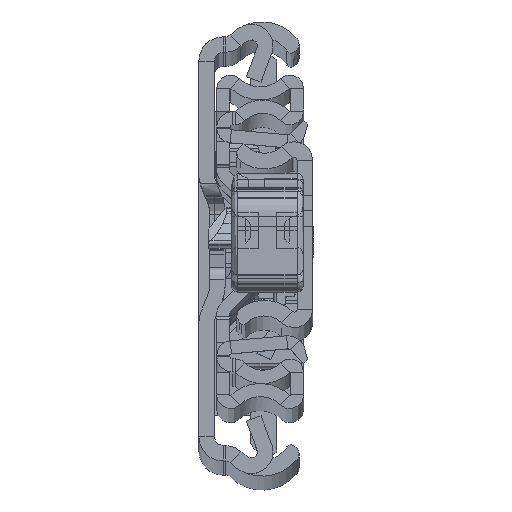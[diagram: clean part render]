
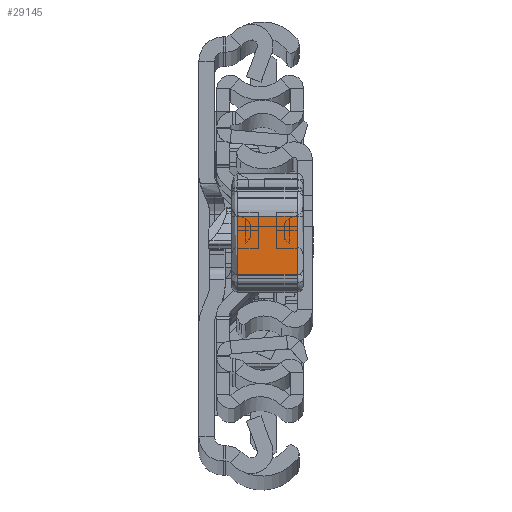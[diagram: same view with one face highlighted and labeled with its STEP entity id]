
A CAD part, top view. The second image highlights one B-rep face of the part: STEP entity #29145.
In plain terms, the highlighted face is planar.
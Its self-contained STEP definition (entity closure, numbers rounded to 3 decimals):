
#2398 = CARTESIAN_POINT ( 'NONE',  ( 39.55, -12.274, 0. ) ) ;
#2925 = EDGE_CURVE ( 'NONE', #34353, #9443, #18970, .T. ) ;
#3791 = AXIS2_PLACEMENT_3D ( 'NONE', #33424, #11936, #28010 ) ;
#3987 = FACE_OUTER_BOUND ( 'NONE', #26916, .T. ) ;
#4753 = LINE ( 'NONE', #2398, #25895 ) ;
#6640 = VECTOR ( 'NONE', #14782, 1000. ) ;
#8621 = CARTESIAN_POINT ( 'NONE',  ( 39.55, -12.274, 0. ) ) ;
#9152 = VERTEX_POINT ( 'NONE', #8621 ) ;
#9218 = ORIENTED_EDGE ( 'NONE', *, *, #31806, .T. ) ;
#9443 = VERTEX_POINT ( 'NONE', #11066 ) ;
#11004 = LINE ( 'NONE', #13180, #32428 ) ;
#11066 = CARTESIAN_POINT ( 'NONE',  ( 39.55, -12.274, 10. ) ) ;
#11586 = VERTEX_POINT ( 'NONE', #29122 ) ;
#11936 = DIRECTION ( 'NONE',  ( -1., 0.027, 0. ) ) ;
#11963 = VECTOR ( 'NONE', #29816, 1000. ) ;
#13180 = CARTESIAN_POINT ( 'NONE',  ( 39.55, -12.274, 11. ) ) ;
#13943 = EDGE_CURVE ( 'NONE', #9443, #9152, #11004, .T. ) ;
#14782 = DIRECTION ( 'NONE',  ( 0., 0., 1. ) ) ;
#16949 = CARTESIAN_POINT ( 'NONE',  ( 39.818, -2.465, 11. ) ) ;
#17945 = CARTESIAN_POINT ( 'NONE',  ( 39.818, -2.465, 10. ) ) ;
#18962 = DIRECTION ( 'NONE',  ( 0., 0., -1. ) ) ;
#18970 = LINE ( 'NONE', #24382, #11963 ) ;
#20110 = ORIENTED_EDGE ( 'NONE', *, *, #13943, .T. ) ;
#20556 = ORIENTED_EDGE ( 'NONE', *, *, #2925, .T. ) ;
#24382 = CARTESIAN_POINT ( 'NONE',  ( 39.55, -12.274, 10. ) ) ;
#25617 = LINE ( 'NONE', #16949, #6640 ) ;
#25895 = VECTOR ( 'NONE', #27309, 1000. ) ;
#26916 = EDGE_LOOP ( 'NONE', ( #20110, #9218, #30482, #20556 ) ) ;
#27309 = DIRECTION ( 'NONE',  ( 0.027, 1., 0. ) ) ;
#28010 = DIRECTION ( 'NONE',  ( -0.027, -1., 0. ) ) ;
#28229 = EDGE_CURVE ( 'NONE', #11586, #34353, #25617, .T. ) ;
#29122 = CARTESIAN_POINT ( 'NONE',  ( 39.818, -2.465, 0. ) ) ;
#29145 = ADVANCED_FACE ( 'NONE', ( #3987 ), #30917, .F. ) ;
#29816 = DIRECTION ( 'NONE',  ( -0.027, -1., 0. ) ) ;
#30482 = ORIENTED_EDGE ( 'NONE', *, *, #28229, .T. ) ;
#30917 = PLANE ( 'NONE',  #3791 ) ;
#31806 = EDGE_CURVE ( 'NONE', #9152, #11586, #4753, .T. ) ;
#32428 = VECTOR ( 'NONE', #18962, 1000. ) ;
#33424 = CARTESIAN_POINT ( 'NONE',  ( 39.55, -12.274, 11. ) ) ;
#34353 = VERTEX_POINT ( 'NONE', #17945 ) ;
